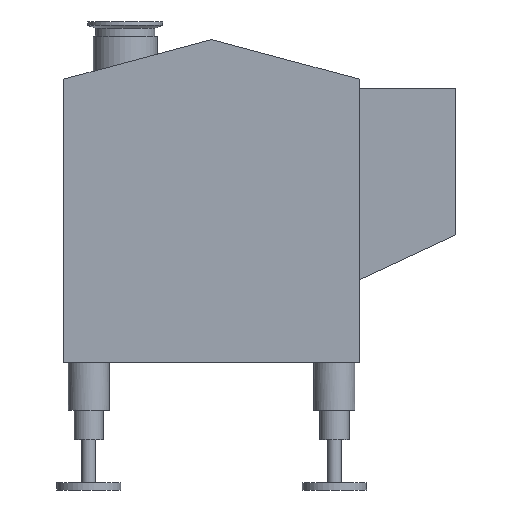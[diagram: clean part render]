
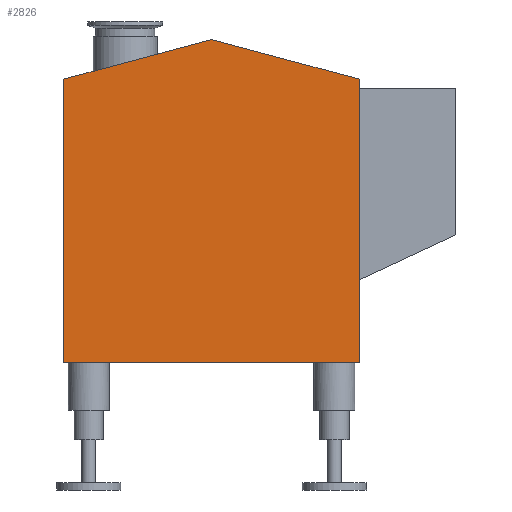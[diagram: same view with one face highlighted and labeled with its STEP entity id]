
A CAD part, left-side view. The second image highlights one B-rep face of the part: STEP entity #2826.
In plain terms, the highlighted planar face has unit normal (-1, 0, 0).
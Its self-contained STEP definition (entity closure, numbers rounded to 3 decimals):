
#343=FACE_OUTER_BOUND('',#519,.T.);
#519=EDGE_LOOP('',(#2309,#2310,#2311,#2312,#2313));
#762=LINE('',#4482,#1028);
#795=LINE('',#4599,#1061);
#798=LINE('',#4605,#1064);
#801=LINE('',#4611,#1067);
#804=LINE('',#4616,#1070);
#1028=VECTOR('',#3614,10.);
#1061=VECTOR('',#3737,10.);
#1064=VECTOR('',#3742,10.);
#1067=VECTOR('',#3747,10.);
#1070=VECTOR('',#3752,10.);
#1267=VERTEX_POINT('',#4479);
#1268=VERTEX_POINT('',#4481);
#1307=VERTEX_POINT('',#4598);
#1309=VERTEX_POINT('',#4604);
#1311=VERTEX_POINT('',#4610);
#1604=EDGE_CURVE('',#1267,#1268,#762,.T.);
#1658=EDGE_CURVE('',#1307,#1267,#795,.T.);
#1661=EDGE_CURVE('',#1268,#1309,#798,.T.);
#1664=EDGE_CURVE('',#1309,#1311,#801,.T.);
#1667=EDGE_CURVE('',#1311,#1307,#804,.T.);
#2309=ORIENTED_EDGE('',*,*,#1658,.F.);
#2310=ORIENTED_EDGE('',*,*,#1667,.F.);
#2311=ORIENTED_EDGE('',*,*,#1664,.F.);
#2312=ORIENTED_EDGE('',*,*,#1661,.F.);
#2313=ORIENTED_EDGE('',*,*,#1604,.F.);
#2692=PLANE('',#3086);
#2826=ADVANCED_FACE('',(#343),#2692,.F.);
#3086=AXIS2_PLACEMENT_3D('',#4618,#3754,#3755);
#3614=DIRECTION('',(0.,1.,0.));
#3737=DIRECTION('',(0.,0.,-1.));
#3742=DIRECTION('',(0.,0.,1.));
#3747=DIRECTION('',(0.,-0.966,0.259));
#3752=DIRECTION('',(0.,-0.966,-0.259));
#3754=DIRECTION('center_axis',(1.,0.,0.));
#3755=DIRECTION('ref_axis',(0.,0.,-1.));
#4479=CARTESIAN_POINT('',(-382.55,-126.2,-141.));
#4481=CARTESIAN_POINT('',(-382.55,126.2,-141.));
#4482=CARTESIAN_POINT('',(-382.55,-126.2,-141.));
#4598=CARTESIAN_POINT('',(-382.55,-126.2,101.185));
#4599=CARTESIAN_POINT('',(-382.55,-126.2,101.185));
#4604=CARTESIAN_POINT('',(-382.55,126.2,101.185));
#4605=CARTESIAN_POINT('',(-382.55,126.2,-141.));
#4610=CARTESIAN_POINT('',(-382.55,0.,135.));
#4611=CARTESIAN_POINT('',(-382.55,126.2,101.185));
#4616=CARTESIAN_POINT('',(-382.55,0.,135.));
#4618=CARTESIAN_POINT('Origin',(-382.55,0.,-14.401));
